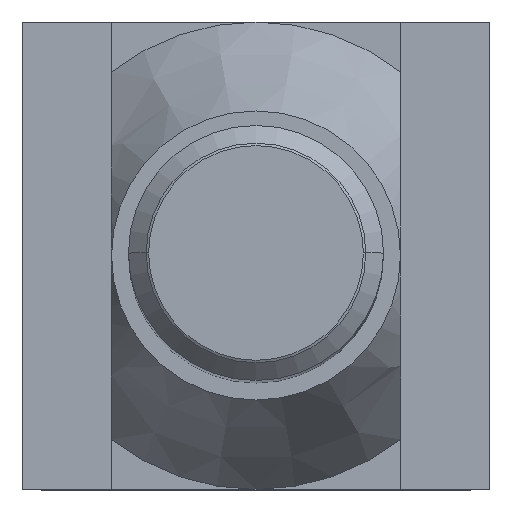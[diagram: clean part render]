
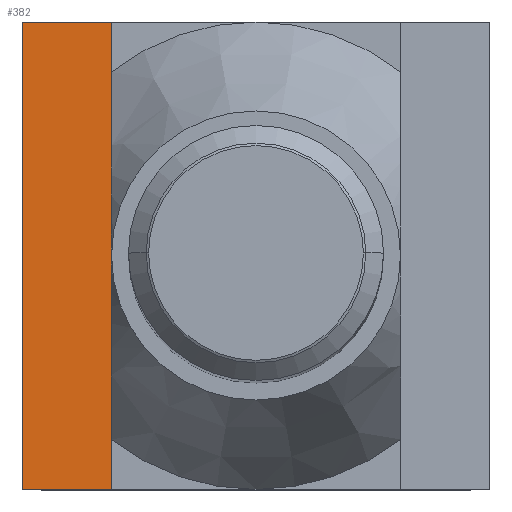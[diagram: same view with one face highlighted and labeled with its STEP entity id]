
A CAD part, top view. The second image highlights one B-rep face of the part: STEP entity #382.
In plain terms, the highlighted planar face has unit normal (0, 0, 1).
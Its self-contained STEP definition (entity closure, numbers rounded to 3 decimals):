
#192=VERTEX_POINT('',#454);
#204=EDGE_CURVE('',#362,#218,#466,.T.);
#208=EDGE_CURVE('',#244,#218,#471,.T.);
#218=VERTEX_POINT('',#481);
#222=EDGE_CURVE('',#192,#244,#485,.T.);
#244=VERTEX_POINT('',#509);
#356=EDGE_CURVE('',#362,#192,#632,.T.);
#362=VERTEX_POINT('',#639);
#382=ADVANCED_FACE('',(#663),#664,.T.);
#454=CARTESIAN_POINT('',(-11.0,11.0,0.0));
#466=LINE('',#770,#771);
#471=LINE('',#777,#778);
#481=CARTESIAN_POINT('',(-6.8,-11.0,0.0));
#485=LINE('',#796,#797);
#509=CARTESIAN_POINT('',(-11.0,-11.0,0.0));
#632=LINE('',#1023,#1024);
#639=CARTESIAN_POINT('',(-6.8,11.0,0.0));
#663=FACE_OUTER_BOUND('',#1068,.T.);
#664=PLANE('',#1069);
#770=CARTESIAN_POINT('',(-6.8,0.,0.0));
#771=VECTOR('',#1140,1.0);
#777=CARTESIAN_POINT('',(-6.8,-11.0,0.0));
#778=VECTOR('',#1156,1.0);
#796=CARTESIAN_POINT('',(-11.0,0.,0.0));
#797=VECTOR('',#1161,1.0);
#1023=CARTESIAN_POINT('',(-6.8,11.0,0.0));
#1024=VECTOR('',#1315,1.0);
#1068=EDGE_LOOP('',(#1363,#1364,#1365,#1366));
#1069=AXIS2_PLACEMENT_3D('',#1367,#1368,#1369);
#1140=DIRECTION('',(0.0,-1.0,0.));
#1156=DIRECTION('',(1.0,0.0,0.0));
#1161=DIRECTION('',(0.0,-1.0,0.));
#1315=DIRECTION('',(-1.0,0.0,0.0));
#1363=ORIENTED_EDGE('',*,*,#208,.T.);
#1364=ORIENTED_EDGE('',*,*,#204,.F.);
#1365=ORIENTED_EDGE('',*,*,#356,.T.);
#1366=ORIENTED_EDGE('',*,*,#222,.T.);
#1367=CARTESIAN_POINT('',(-11.0,0.,0.0));
#1368=DIRECTION('',(0.0,0.,1.0));
#1369=DIRECTION('',(0.0,-1.0,0.));
